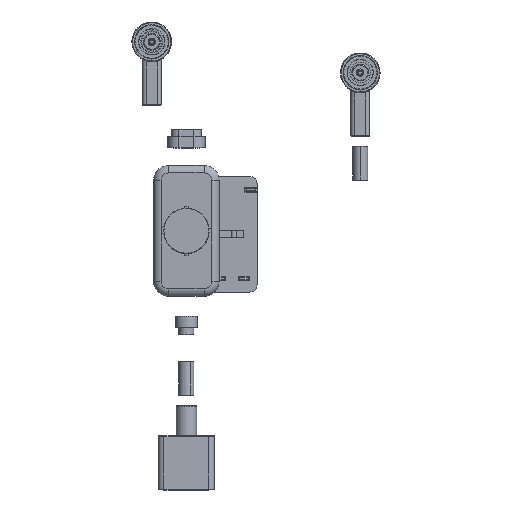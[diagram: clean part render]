
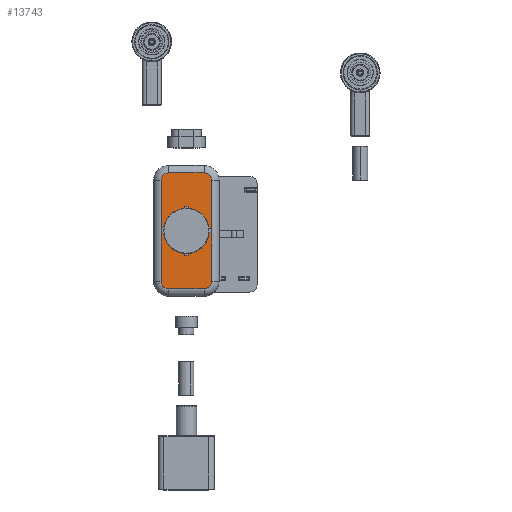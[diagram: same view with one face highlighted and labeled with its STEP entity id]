
A CAD part, top view. The second image highlights one B-rep face of the part: STEP entity #13743.
In plain terms, the highlighted face is planar.
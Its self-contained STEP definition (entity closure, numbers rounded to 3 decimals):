
#4 = VERTEX_POINT ( 'NONE', #5765 ) ;
#196 = CARTESIAN_POINT ( 'NONE',  ( 0., 0., 0. ) ) ;
#199 = ORIENTED_EDGE ( 'NONE', *, *, #6781, .T. ) ;
#220 = ORIENTED_EDGE ( 'NONE', *, *, #5649, .F. ) ;
#678 = ORIENTED_EDGE ( 'NONE', *, *, #16437, .F. ) ;
#844 = DIRECTION ( 'NONE',  ( -1., 0., 0. ) ) ;
#959 = CARTESIAN_POINT ( 'NONE',  ( 13.5, 6.75, 0. ) ) ;
#1238 = LINE ( 'NONE', #20481, #15627 ) ;
#1375 = EDGE_CURVE ( 'NONE', #15889, #24075, #12616, .T. ) ;
#1389 = VECTOR ( 'NONE', #7570, 1000. ) ;
#1458 = FACE_BOUND ( 'NONE', #12157, .T. ) ;
#1870 = CARTESIAN_POINT ( 'NONE',  ( 13.5, -6.75, 0. ) ) ;
#1972 = LINE ( 'NONE', #16892, #1389 ) ;
#2077 = DIRECTION ( 'NONE',  ( -1., 0., 0. ) ) ;
#2092 = CIRCLE ( 'NONE', #20911, 6.1 ) ;
#2956 = CIRCLE ( 'NONE', #12077, 6.1 ) ;
#3148 = VECTOR ( 'NONE', #11944, 1000. ) ;
#3287 = DIRECTION ( 'NONE',  ( 0., 0., 1. ) ) ;
#4529 = CARTESIAN_POINT ( 'NONE',  ( -15.5, -4.75, 0. ) ) ;
#4605 = VERTEX_POINT ( 'NONE', #14424 ) ;
#4652 = VERTEX_POINT ( 'NONE', #11150 ) ;
#4989 = EDGE_CURVE ( 'NONE', #15889, #4605, #1238, .T. ) ;
#5461 = ORIENTED_EDGE ( 'NONE', *, *, #12667, .F. ) ;
#5649 = EDGE_CURVE ( 'NONE', #4, #14137, #2956, .T. ) ;
#5765 = CARTESIAN_POINT ( 'NONE',  ( -6.1, 0., 0. ) ) ;
#5809 = CARTESIAN_POINT ( 'NONE',  ( 15.5, -4.75, 0. ) ) ;
#6412 = DIRECTION ( 'NONE',  ( 0., 0., -1. ) ) ;
#6781 = EDGE_CURVE ( 'NONE', #21885, #7552, #1972, .T. ) ;
#6782 = CIRCLE ( 'NONE', #16094, 2. ) ;
#7028 = EDGE_CURVE ( 'NONE', #17281, #24075, #8150, .T. ) ;
#7465 = CARTESIAN_POINT ( 'NONE',  ( 6.1, 0., 0. ) ) ;
#7552 = VERTEX_POINT ( 'NONE', #5809 ) ;
#7570 = DIRECTION ( 'NONE',  ( 0., -1., 0. ) ) ;
#8150 = LINE ( 'NONE', #19439, #3148 ) ;
#8474 = ORIENTED_EDGE ( 'NONE', *, *, #9933, .F. ) ;
#8948 = CIRCLE ( 'NONE', #12759, 2. ) ;
#9718 = DIRECTION ( 'NONE',  ( 0., 0., -1. ) ) ;
#9933 = EDGE_CURVE ( 'NONE', #21885, #11740, #8948, .T. ) ;
#10323 = FACE_OUTER_BOUND ( 'NONE', #10644, .T. ) ;
#10644 = EDGE_LOOP ( 'NONE', ( #678, #14717, #10872, #20960, #20052, #19717, #8474, #199 ) ) ;
#10863 = DIRECTION ( 'NONE',  ( 0., 0., 1. ) ) ;
#10872 = ORIENTED_EDGE ( 'NONE', *, *, #1375, .F. ) ;
#10876 = CARTESIAN_POINT ( 'NONE',  ( -13.5, 4.75, 0. ) ) ;
#11093 = DIRECTION ( 'NONE',  ( 0., 0., 1. ) ) ;
#11150 = CARTESIAN_POINT ( 'NONE',  ( -13.5, 6.75, 0. ) ) ;
#11740 = VERTEX_POINT ( 'NONE', #959 ) ;
#11944 = DIRECTION ( 'NONE',  ( -1., 0., 0. ) ) ;
#12077 = AXIS2_PLACEMENT_3D ( 'NONE', #196, #13341, #2077 ) ;
#12157 = EDGE_LOOP ( 'NONE', ( #220, #5461 ) ) ;
#12616 = CIRCLE ( 'NONE', #20294, 2. ) ;
#12667 = EDGE_CURVE ( 'NONE', #14137, #4, #2092, .T. ) ;
#12741 = DIRECTION ( 'NONE',  ( -1., 0., 0. ) ) ;
#12759 = AXIS2_PLACEMENT_3D ( 'NONE', #22242, #11093, #24134 ) ;
#12985 = DIRECTION ( 'NONE',  ( 0., 1., 0. ) ) ;
#13031 = EDGE_CURVE ( 'NONE', #4652, #11740, #18821, .T. ) ;
#13341 = DIRECTION ( 'NONE',  ( 0., 0., -1. ) ) ;
#13642 = CARTESIAN_POINT ( 'NONE',  ( 15.5, 4.75, 0. ) ) ;
#13743 = ADVANCED_FACE ( 'NONE', ( #1458, #10323 ), #23288, .T. ) ;
#13881 = VECTOR ( 'NONE', #21920, 1000. ) ;
#14137 = VERTEX_POINT ( 'NONE', #7465 ) ;
#14377 = CARTESIAN_POINT ( 'NONE',  ( -13.5, -6.75, 0. ) ) ;
#14424 = CARTESIAN_POINT ( 'NONE',  ( -15.5, 4.75, 0. ) ) ;
#14542 = CARTESIAN_POINT ( 'NONE',  ( -13.5, -4.75, 0. ) ) ;
#14717 = ORIENTED_EDGE ( 'NONE', *, *, #7028, .T. ) ;
#15304 = AXIS2_PLACEMENT_3D ( 'NONE', #22008, #10863, #23898 ) ;
#15627 = VECTOR ( 'NONE', #12985, 1000. ) ;
#15889 = VERTEX_POINT ( 'NONE', #4529 ) ;
#16094 = AXIS2_PLACEMENT_3D ( 'NONE', #10876, #23908, #12741 ) ;
#16414 = DIRECTION ( 'NONE',  ( -1., 0., 0. ) ) ;
#16437 = EDGE_CURVE ( 'NONE', #17281, #7552, #16461, .T. ) ;
#16461 = CIRCLE ( 'NONE', #15304, 2. ) ;
#16892 = CARTESIAN_POINT ( 'NONE',  ( 15.5, 0., 0. ) ) ;
#17281 = VERTEX_POINT ( 'NONE', #1870 ) ;
#18821 = LINE ( 'NONE', #23749, #13881 ) ;
#19406 = AXIS2_PLACEMENT_3D ( 'NONE', #21390, #6412, #844 ) ;
#19439 = CARTESIAN_POINT ( 'NONE',  ( -17.5, -6.75, 0. ) ) ;
#19717 = ORIENTED_EDGE ( 'NONE', *, *, #13031, .T. ) ;
#20052 = ORIENTED_EDGE ( 'NONE', *, *, #21133, .F. ) ;
#20294 = AXIS2_PLACEMENT_3D ( 'NONE', #14542, #3287, #16414 ) ;
#20481 = CARTESIAN_POINT ( 'NONE',  ( -15.5, 8.75, 0. ) ) ;
#20872 = CARTESIAN_POINT ( 'NONE',  ( 0., 0., 0. ) ) ;
#20911 = AXIS2_PLACEMENT_3D ( 'NONE', #20872, #9718, #22765 ) ;
#20960 = ORIENTED_EDGE ( 'NONE', *, *, #4989, .T. ) ;
#21133 = EDGE_CURVE ( 'NONE', #4652, #4605, #6782, .T. ) ;
#21390 = CARTESIAN_POINT ( 'NONE',  ( 0., 0., 0. ) ) ;
#21885 = VERTEX_POINT ( 'NONE', #13642 ) ;
#21920 = DIRECTION ( 'NONE',  ( 1., 0., 0. ) ) ;
#22008 = CARTESIAN_POINT ( 'NONE',  ( 13.5, -4.75, 0. ) ) ;
#22242 = CARTESIAN_POINT ( 'NONE',  ( 13.5, 4.75, 0. ) ) ;
#22765 = DIRECTION ( 'NONE',  ( -1., 0., 0. ) ) ;
#23288 = PLANE ( 'NONE',  #19406 ) ;
#23749 = CARTESIAN_POINT ( 'NONE',  ( 0., 6.75, 0. ) ) ;
#23898 = DIRECTION ( 'NONE',  ( -1., 0., 0. ) ) ;
#23908 = DIRECTION ( 'NONE',  ( 0., 0., 1. ) ) ;
#24075 = VERTEX_POINT ( 'NONE', #14377 ) ;
#24134 = DIRECTION ( 'NONE',  ( -1., 0., 0. ) ) ;
